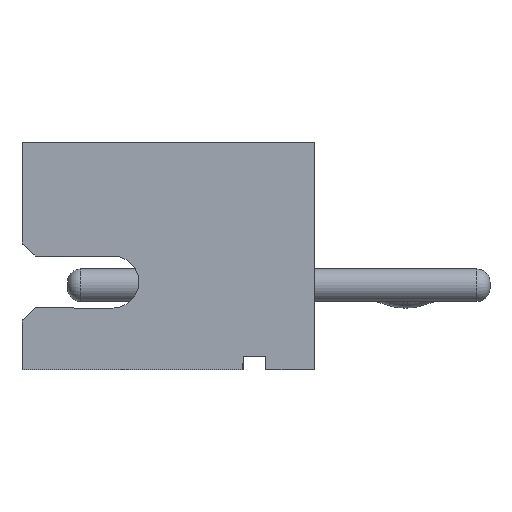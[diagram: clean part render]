
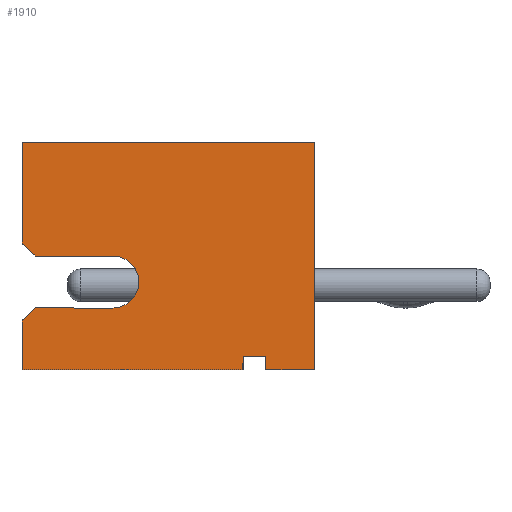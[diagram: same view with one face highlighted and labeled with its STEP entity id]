
A CAD part, left-side view. The second image highlights one B-rep face of the part: STEP entity #1910.
In plain terms, the highlighted planar face has unit normal (-1, 0, 0).
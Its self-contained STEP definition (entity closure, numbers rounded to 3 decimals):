
#29 = VECTOR ( 'NONE', #1829, 1000. ) ;
#63 = DIRECTION ( 'NONE',  ( 0., -1., 0. ) ) ;
#97 = VECTOR ( 'NONE', #1033, 1000. ) ;
#98 = ORIENTED_EDGE ( 'NONE', *, *, #310, .F. ) ;
#115 = CARTESIAN_POINT ( 'NONE',  ( -3., 0., 1.75 ) ) ;
#174 = VERTEX_POINT ( 'NONE', #986 ) ;
#176 = CARTESIAN_POINT ( 'NONE',  ( -3., 4.5, -1.75 ) ) ;
#223 = CARTESIAN_POINT ( 'NONE',  ( -3., 4.5, 1.75 ) ) ;
#260 = EDGE_CURVE ( 'NONE', #3390, #622, #821, .T. ) ;
#267 = ORIENTED_EDGE ( 'NONE', *, *, #260, .T. ) ;
#310 = EDGE_CURVE ( 'NONE', #1321, #2814, #1743, .T. ) ;
#330 = LINE ( 'NONE', #1383, #870 ) ;
#392 = LINE ( 'NONE', #176, #1198 ) ;
#447 = EDGE_CURVE ( 'NONE', #3088, #2784, #1676, .T. ) ;
#463 = VECTOR ( 'NONE', #2388, 1000. ) ;
#514 = PLANE ( 'NONE',  #1909 ) ;
#559 = LINE ( 'NONE', #2885, #29 ) ;
#567 = VERTEX_POINT ( 'NONE', #3306 ) ;
#584 = ORIENTED_EDGE ( 'NONE', *, *, #3002, .T. ) ;
#585 = CARTESIAN_POINT ( 'NONE',  ( -3., 4.5, -1.75 ) ) ;
#588 = CARTESIAN_POINT ( 'NONE',  ( -3., 4.5, -1.75 ) ) ;
#622 = VERTEX_POINT ( 'NONE', #2775 ) ;
#718 = CARTESIAN_POINT ( 'NONE',  ( -3., 4.3, 0. ) ) ;
#726 = ORIENTED_EDGE ( 'NONE', *, *, #447, .T. ) ;
#794 = CARTESIAN_POINT ( 'NONE',  ( -3., 0., 1.75 ) ) ;
#821 = LINE ( 'NONE', #2169, #1125 ) ;
#835 = DIRECTION ( 'NONE',  ( 0., 0., -1. ) ) ;
#853 = EDGE_LOOP ( 'NONE', ( #1732, #1697, #2957, #267, #2584, #1070, #1385, #98, #2568, #584, #3249, #2695, #2451, #726 ) ) ;
#870 = VECTOR ( 'NONE', #63, 1000. ) ;
#925 = VERTEX_POINT ( 'NONE', #2900 ) ;
#937 = EDGE_CURVE ( 'NONE', #2784, #2660, #559, .T. ) ;
#956 = DIRECTION ( 'NONE',  ( 0., -1., 0. ) ) ;
#986 = CARTESIAN_POINT ( 'NONE',  ( -3., 0.75, -1.75 ) ) ;
#1021 = VECTOR ( 'NONE', #2754, 1000. ) ;
#1033 = DIRECTION ( 'NONE',  ( 0., 0., -1. ) ) ;
#1038 = VERTEX_POINT ( 'NONE', #3261 ) ;
#1070 = ORIENTED_EDGE ( 'NONE', *, *, #2473, .T. ) ;
#1125 = VECTOR ( 'NONE', #2884, 1000. ) ;
#1153 = EDGE_CURVE ( 'NONE', #567, #3390, #2328, .T. ) ;
#1161 = LINE ( 'NONE', #1404, #1528 ) ;
#1172 = CARTESIAN_POINT ( 'NONE',  ( -3., 0., -1.75 ) ) ;
#1198 = VECTOR ( 'NONE', #956, 1000. ) ;
#1210 = DIRECTION ( 'NONE',  ( 0., 0., -1. ) ) ;
#1270 = DIRECTION ( 'NONE',  ( 0., 0., 1. ) ) ;
#1293 = LINE ( 'NONE', #2335, #97 ) ;
#1321 = VERTEX_POINT ( 'NONE', #585 ) ;
#1338 = EDGE_CURVE ( 'NONE', #622, #2654, #2767, .T. ) ;
#1362 = AXIS2_PLACEMENT_3D ( 'NONE', #1624, #3227, #1386 ) ;
#1374 = VECTOR ( 'NONE', #2612, 1000. ) ;
#1383 = CARTESIAN_POINT ( 'NONE',  ( -3., 1.1, -1.55 ) ) ;
#1385 = ORIENTED_EDGE ( 'NONE', *, *, #2104, .T. ) ;
#1386 = DIRECTION ( 'NONE',  ( 0., 0., -1. ) ) ;
#1404 = CARTESIAN_POINT ( 'NONE',  ( -3., 4.3, -0.8 ) ) ;
#1528 = VECTOR ( 'NONE', #2204, 1000. ) ;
#1624 = CARTESIAN_POINT ( 'NONE',  ( -3., 3.1, -0.4 ) ) ;
#1676 = LINE ( 'NONE', #115, #2270 ) ;
#1697 = ORIENTED_EDGE ( 'NONE', *, *, #2849, .T. ) ;
#1723 = CARTESIAN_POINT ( 'NONE',  ( -3., 3.1, -0.8 ) ) ;
#1732 = ORIENTED_EDGE ( 'NONE', *, *, #937, .T. ) ;
#1743 = LINE ( 'NONE', #223, #2976 ) ;
#1774 = FACE_OUTER_BOUND ( 'NONE', #853, .T. ) ;
#1811 = CARTESIAN_POINT ( 'NONE',  ( -3., 0., 0. ) ) ;
#1829 = DIRECTION ( 'NONE',  ( 0., 1., 0. ) ) ;
#1869 = EDGE_CURVE ( 'NONE', #3202, #174, #3097, .T. ) ;
#1879 = DIRECTION ( 'NONE',  ( 1., 0., 0. ) ) ;
#1909 = AXIS2_PLACEMENT_3D ( 'NONE', #1811, #1879, #835 ) ;
#1910 = ADVANCED_FACE ( 'NONE', ( #1774 ), #514, .F. ) ;
#1989 = CARTESIAN_POINT ( 'NONE',  ( -3., 4.3, -0.8 ) ) ;
#2062 = CARTESIAN_POINT ( 'NONE',  ( -3., 4.5, -1. ) ) ;
#2104 = EDGE_CURVE ( 'NONE', #2466, #2814, #1161, .T. ) ;
#2146 = CARTESIAN_POINT ( 'NONE',  ( -3., 3.1, -0.8 ) ) ;
#2169 = CARTESIAN_POINT ( 'NONE',  ( -3., 4.3, 0. ) ) ;
#2204 = DIRECTION ( 'NONE',  ( 0., 0.707, -0.707 ) ) ;
#2215 = LINE ( 'NONE', #588, #3384 ) ;
#2249 = LINE ( 'NONE', #1723, #1021 ) ;
#2270 = VECTOR ( 'NONE', #2657, 1000. ) ;
#2328 = LINE ( 'NONE', #3270, #463 ) ;
#2335 = CARTESIAN_POINT ( 'NONE',  ( -3., 4.5, 1.75 ) ) ;
#2388 = DIRECTION ( 'NONE',  ( 0., -0.707, -0.707 ) ) ;
#2414 = EDGE_CURVE ( 'NONE', #174, #3088, #392, .T. ) ;
#2451 = ORIENTED_EDGE ( 'NONE', *, *, #2414, .T. ) ;
#2466 = VERTEX_POINT ( 'NONE', #1989 ) ;
#2473 = EDGE_CURVE ( 'NONE', #2654, #2466, #2249, .T. ) ;
#2532 = CARTESIAN_POINT ( 'NONE',  ( -3., 0.75, -1.75 ) ) ;
#2568 = ORIENTED_EDGE ( 'NONE', *, *, #3099, .T. ) ;
#2584 = ORIENTED_EDGE ( 'NONE', *, *, #1338, .T. ) ;
#2612 = DIRECTION ( 'NONE',  ( 0., 0., 1. ) ) ;
#2654 = VERTEX_POINT ( 'NONE', #2146 ) ;
#2657 = DIRECTION ( 'NONE',  ( 0., 0., 1. ) ) ;
#2660 = VERTEX_POINT ( 'NONE', #2907 ) ;
#2677 = DIRECTION ( 'NONE',  ( 0., -1., 0. ) ) ;
#2694 = EDGE_CURVE ( 'NONE', #1038, #3202, #330, .T. ) ;
#2695 = ORIENTED_EDGE ( 'NONE', *, *, #1869, .T. ) ;
#2754 = DIRECTION ( 'NONE',  ( 0., 1., 0. ) ) ;
#2767 = CIRCLE ( 'NONE', #1362, 0.4 ) ;
#2775 = CARTESIAN_POINT ( 'NONE',  ( -3., 3.1, 0. ) ) ;
#2784 = VERTEX_POINT ( 'NONE', #794 ) ;
#2814 = VERTEX_POINT ( 'NONE', #2062 ) ;
#2849 = EDGE_CURVE ( 'NONE', #2660, #567, #1293, .T. ) ;
#2852 = CARTESIAN_POINT ( 'NONE',  ( -3., 0.75, -1.55 ) ) ;
#2857 = LINE ( 'NONE', #2875, #1374 ) ;
#2875 = CARTESIAN_POINT ( 'NONE',  ( -3., 1.1, -1.75 ) ) ;
#2884 = DIRECTION ( 'NONE',  ( 0., -1., 0. ) ) ;
#2885 = CARTESIAN_POINT ( 'NONE',  ( -3., 4.5, 1.75 ) ) ;
#2900 = CARTESIAN_POINT ( 'NONE',  ( -3., 1.1, -1.75 ) ) ;
#2907 = CARTESIAN_POINT ( 'NONE',  ( -3., 4.5, 1.75 ) ) ;
#2957 = ORIENTED_EDGE ( 'NONE', *, *, #1153, .T. ) ;
#2976 = VECTOR ( 'NONE', #1270, 1000. ) ;
#3002 = EDGE_CURVE ( 'NONE', #925, #1038, #2857, .T. ) ;
#3037 = VECTOR ( 'NONE', #1210, 1000. ) ;
#3088 = VERTEX_POINT ( 'NONE', #1172 ) ;
#3097 = LINE ( 'NONE', #2532, #3037 ) ;
#3099 = EDGE_CURVE ( 'NONE', #1321, #925, #2215, .T. ) ;
#3202 = VERTEX_POINT ( 'NONE', #2852 ) ;
#3227 = DIRECTION ( 'NONE',  ( 1., 0., 0. ) ) ;
#3249 = ORIENTED_EDGE ( 'NONE', *, *, #2694, .T. ) ;
#3261 = CARTESIAN_POINT ( 'NONE',  ( -3., 1.1, -1.55 ) ) ;
#3270 = CARTESIAN_POINT ( 'NONE',  ( -3., 4.5, 0.2 ) ) ;
#3306 = CARTESIAN_POINT ( 'NONE',  ( -3., 4.5, 0.2 ) ) ;
#3384 = VECTOR ( 'NONE', #2677, 1000. ) ;
#3390 = VERTEX_POINT ( 'NONE', #718 ) ;
